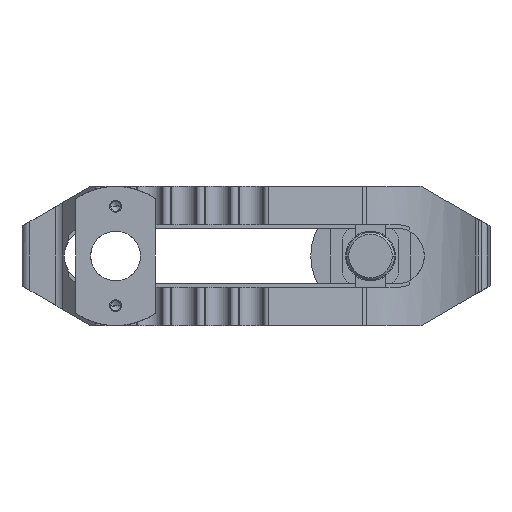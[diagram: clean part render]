
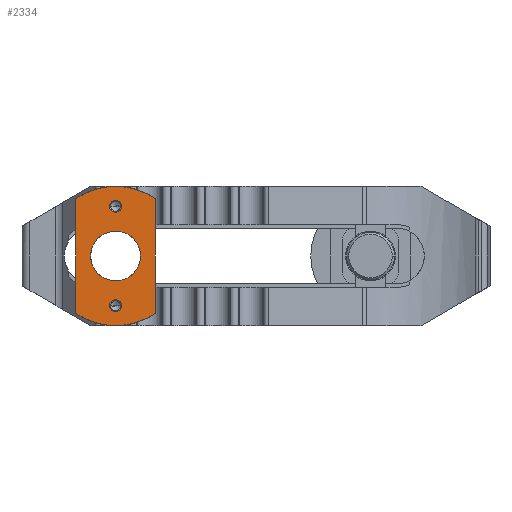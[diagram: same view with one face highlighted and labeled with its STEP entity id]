
A CAD part, front view. The second image highlights one B-rep face of the part: STEP entity #2334.
In plain terms, the highlighted planar face has unit normal (0, -1, 0).
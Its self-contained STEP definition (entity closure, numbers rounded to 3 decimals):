
#1844=EDGE_CURVE('',#2454,#1914,#5314,.T.);
#1862=VERTEX_POINT('',#5334);
#1914=VERTEX_POINT('',#5390);
#1976=EDGE_CURVE('',#4626,#4344,#5461,.T.);
#2334=ADVANCED_FACE('',(#5859,#5860,#5861,#5862),#5863,.T.);
#2390=EDGE_CURVE('',#1862,#4606,#5924,.T.);
#2454=VERTEX_POINT('',#5993);
#2458=EDGE_CURVE('',#1862,#2454,#5997,.T.);
#3032=VERTEX_POINT('',#6634);
#3128=VERTEX_POINT('',#6738);
#3434=EDGE_CURVE('',#5138,#3128,#7074,.T.);
#3578=EDGE_CURVE('',#4344,#4626,#7233,.T.);
#3596=VERTEX_POINT('',#7251);
#3820=EDGE_CURVE('',#3596,#3032,#7496,.T.);
#4206=EDGE_CURVE('',#3128,#5138,#7919,.T.);
#4344=VERTEX_POINT('',#8067);
#4606=VERTEX_POINT('',#8350);
#4616=EDGE_CURVE('',#3032,#3596,#8360,.T.);
#4626=VERTEX_POINT('',#8373);
#5012=EDGE_CURVE('',#1914,#4606,#8796,.T.);
#5138=VERTEX_POINT('',#8928);
#5314=LINE('',#9140,#9141);
#5334=CARTESIAN_POINT('',(-20.0,0.0,28.723));
#5390=CARTESIAN_POINT('',(20.0,0.0,-28.723));
#5461=CIRCLE('',#9336,12.5);
#5859=FACE_BOUND('',#9932,.T.);
#5860=FACE_BOUND('',#9933,.T.);
#5861=FACE_BOUND('',#9934,.T.);
#5862=FACE_OUTER_BOUND('',#9935,.T.);
#5863=PLANE('',#9936);
#5924=LINE('',#10080,#10081);
#5993=CARTESIAN_POINT('',(20.0,0.0,28.723));
#5997=CIRCLE('',#10181,35.0);
#6634=CARTESIAN_POINT('',(3.0,0.0,25.0));
#6738=CARTESIAN_POINT('',(-3.0,0.0,-25.0));
#7074=CIRCLE('',#11848,3.0);
#7233=CIRCLE('',#12066,12.5);
#7251=CARTESIAN_POINT('',(-3.0,0.,25.0));
#7496=CIRCLE('',#12487,3.0);
#7919=CIRCLE('',#13116,3.0);
#8067=CARTESIAN_POINT('',(-12.5,0.,0.));
#8350=CARTESIAN_POINT('',(-20.0,0.0,-28.723));
#8360=CIRCLE('',#13739,3.0);
#8373=CARTESIAN_POINT('',(12.5,0.0,0.));
#8796=CIRCLE('',#14422,35.0);
#8928=CARTESIAN_POINT('',(3.0,0.,-25.0));
#9140=CARTESIAN_POINT('',(20.0,0.,36.0));
#9141=VECTOR('',#14909,1.0);
#9336=AXIS2_PLACEMENT_3D('',#15076,#15077,#15078);
#9932=EDGE_LOOP('',(#15587,#15588));
#9933=EDGE_LOOP('',(#15589,#15590));
#9934=EDGE_LOOP('',(#15591,#15592));
#9935=EDGE_LOOP('',(#15593,#15594,#15595,#15596));
#9936=AXIS2_PLACEMENT_3D('',#15597,#15598,#15599);
#10080=CARTESIAN_POINT('',(-20.0,0.,36.0));
#10081=VECTOR('',#15668,1.0);
#10181=AXIS2_PLACEMENT_3D('',#15724,#15725,#15726);
#11848=AXIS2_PLACEMENT_3D('',#16931,#16932,#16933);
#12066=AXIS2_PLACEMENT_3D('',#17133,#17134,#17135);
#12487=AXIS2_PLACEMENT_3D('',#17482,#17483,#17484);
#13116=AXIS2_PLACEMENT_3D('',#17980,#17981,#17982);
#13739=AXIS2_PLACEMENT_3D('',#18466,#18467,#18468);
#14422=AXIS2_PLACEMENT_3D('',#18978,#18979,#18980);
#14909=DIRECTION('',(0.0,0.,-1.0));
#15076=CARTESIAN_POINT('',(0.0,0.0,0.0));
#15077=DIRECTION('',(0.,1.0,0.));
#15078=DIRECTION('',(-1.0,0.,0.));
#15587=ORIENTED_EDGE('',*,*,#4206,.T.);
#15588=ORIENTED_EDGE('',*,*,#3434,.T.);
#15589=ORIENTED_EDGE('',*,*,#4616,.T.);
#15590=ORIENTED_EDGE('',*,*,#3820,.T.);
#15591=ORIENTED_EDGE('',*,*,#1976,.T.);
#15592=ORIENTED_EDGE('',*,*,#3578,.T.);
#15593=ORIENTED_EDGE('',*,*,#2458,.F.);
#15594=ORIENTED_EDGE('',*,*,#2390,.T.);
#15595=ORIENTED_EDGE('',*,*,#5012,.F.);
#15596=ORIENTED_EDGE('',*,*,#1844,.F.);
#15597=CARTESIAN_POINT('',(-20.0,0.,36.0));
#15598=DIRECTION('',(0.,-1.0,0.));
#15599=DIRECTION('',(-1.0,0.,0.));
#15668=DIRECTION('',(0.0,0.,-1.0));
#15724=CARTESIAN_POINT('',(0.0,0.0,0.0));
#15725=DIRECTION('',(0.,1.0,0.));
#15726=DIRECTION('',(-1.0,0.,0.));
#16931=CARTESIAN_POINT('',(0.0,0.0,-25.0));
#16932=DIRECTION('',(0.,1.0,0.));
#16933=DIRECTION('',(-1.0,0.,0.));
#17133=CARTESIAN_POINT('',(0.0,0.0,0.0));
#17134=DIRECTION('',(0.,1.0,0.));
#17135=DIRECTION('',(-1.0,0.,0.));
#17482=CARTESIAN_POINT('',(0.0,0.0,25.0));
#17483=DIRECTION('',(0.,1.0,0.));
#17484=DIRECTION('',(1.0,0.,0.));
#17980=CARTESIAN_POINT('',(0.0,0.0,-25.0));
#17981=DIRECTION('',(0.,1.0,0.));
#17982=DIRECTION('',(-1.0,0.,0.));
#18466=CARTESIAN_POINT('',(0.0,0.0,25.0));
#18467=DIRECTION('',(0.,1.0,0.));
#18468=DIRECTION('',(1.0,0.,0.));
#18978=CARTESIAN_POINT('',(0.0,0.0,0.0));
#18979=DIRECTION('',(0.,1.0,0.));
#18980=DIRECTION('',(-1.0,0.,0.));
